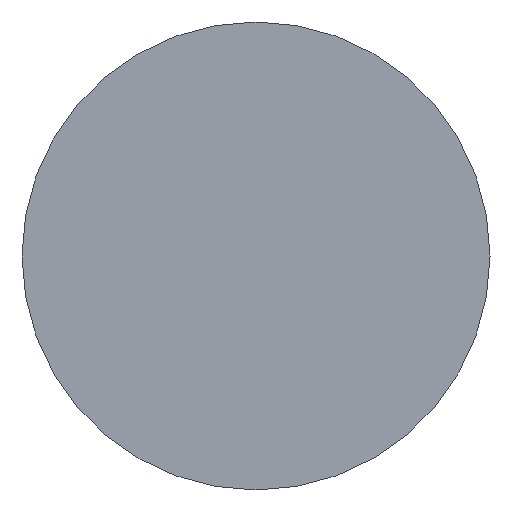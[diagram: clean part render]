
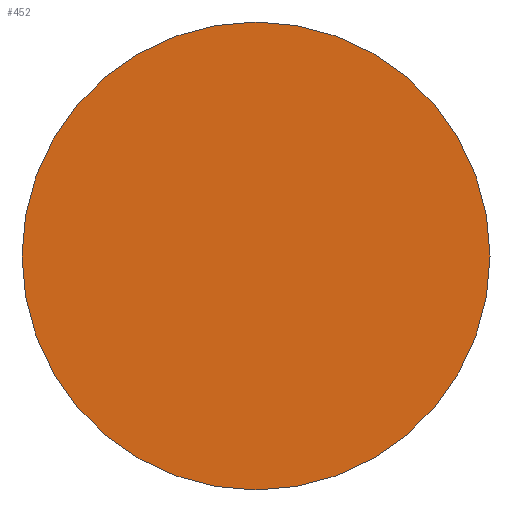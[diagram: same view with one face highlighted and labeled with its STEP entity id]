
A CAD part, front view. The second image highlights one B-rep face of the part: STEP entity #452.
In plain terms, the highlighted planar face has unit normal (0, -1, 0).
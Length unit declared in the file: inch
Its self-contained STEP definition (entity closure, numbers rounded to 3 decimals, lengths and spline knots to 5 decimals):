
#10 = FACE_OUTER_BOUND ( 'NONE', #99, .T. ) ;
#62 = EDGE_CURVE ( 'NONE', #380, #440, #442, .T. ) ;
#81 = AXIS2_PLACEMENT_3D ( 'NONE', #106, #133, #317 ) ;
#90 = ORIENTED_EDGE ( 'NONE', *, *, #62, .T. ) ;
#96 = AXIS2_PLACEMENT_3D ( 'NONE', #370, #303, #300 ) ;
#99 = EDGE_LOOP ( 'NONE', ( #349, #90 ) ) ;
#106 = CARTESIAN_POINT ( 'NONE',  ( 0., 0., 0. ) ) ;
#126 = EDGE_CURVE ( 'NONE', #440, #380, #331, .T. ) ;
#133 = DIRECTION ( 'NONE',  ( 0., -1., 0. ) ) ;
#136 = DIRECTION ( 'NONE',  ( 0., -1., 0. ) ) ;
#172 = DIRECTION ( 'NONE',  ( 0., 0., -1. ) ) ;
#176 = CARTESIAN_POINT ( 'NONE',  ( 0., 0., 0. ) ) ;
#197 = AXIS2_PLACEMENT_3D ( 'NONE', #176, #136, #172 ) ;
#300 = DIRECTION ( 'NONE',  ( 0., 0., -1. ) ) ;
#303 = DIRECTION ( 'NONE',  ( 0., -1., 0. ) ) ;
#317 = DIRECTION ( 'NONE',  ( 0., 0., -1. ) ) ;
#328 = CARTESIAN_POINT ( 'NONE',  ( 0., 0., -0.125 ) ) ;
#331 = CIRCLE ( 'NONE', #81, 0.125 ) ;
#349 = ORIENTED_EDGE ( 'NONE', *, *, #126, .T. ) ;
#370 = CARTESIAN_POINT ( 'NONE',  ( 0., 0., 0. ) ) ;
#380 = VERTEX_POINT ( 'NONE', #401 ) ;
#401 = CARTESIAN_POINT ( 'NONE',  ( 0., 0., 0.125 ) ) ;
#436 = PLANE ( 'NONE',  #96 ) ;
#440 = VERTEX_POINT ( 'NONE', #328 ) ;
#442 = CIRCLE ( 'NONE', #197, 0.125 ) ;
#452 = ADVANCED_FACE ( 'NONE', ( #10 ), #436, .T. ) ;
